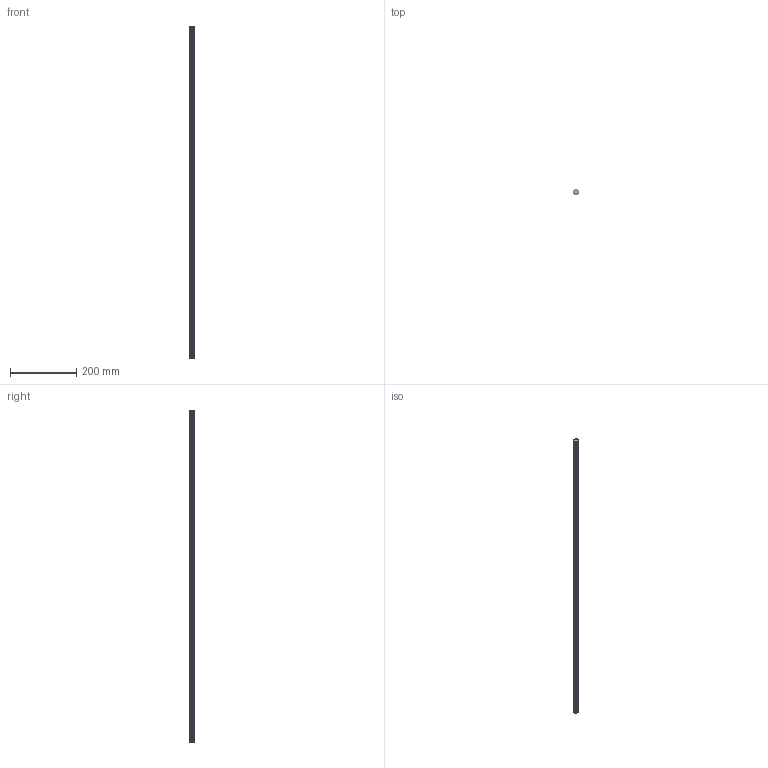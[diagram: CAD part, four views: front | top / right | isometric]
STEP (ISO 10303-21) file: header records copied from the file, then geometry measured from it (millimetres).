
FILE_DESCRIPTION(/* description */ ('','CAx-IF Rec.Pracs.---Representation and Presentation of Product Manufacturing Information (PMI)---4.0---2014-10-13'),/* implementation_level */ '2;1');
FILE_NAME(/* name */ 'RATH20041D.stp',/* time_stamp */ '2021-06-10T18:20:16+02:00',/* author */ ('giuse'),/* organization */ (''),/* preprocessor_version */ 'ST-DEVELOPER v18',/* originating_system */ 'Autodesk Inventor 2020',/* authorisation */ '');
FILE_SCHEMA (('AP242_MANAGED_MODEL_BASED_3D_ENGINEERING_MIM_LF { 1 0 10303 442 1 1 4 }'));
Products named in the file (1): RATH20041D
Bounding box: 18.01 x 18.02 x 1000 mm (x, y, z)
Volume: 203534.3 mm3; surface area: 89278.2 mm2
Topology: 1 solids, 1 shells, 507 faces, 1522 edges, 1023 vertices
Faces by surface type: cylinder 503, bspline 2, plane 2
Full cylindrical faces by diameter (mm): 14 x250, 18 x249
Entity records: 49425 total; most frequent: CARTESIAN_POINT 37632, ORIENTED_EDGE 3030, DIRECTION 1553, EDGE_CURVE 1515, VERTEX_POINT 1010, B_SPLINE_CURVE_WITH_KNOTS 1008, AXIS2_PLACEMENT_3D 526, FACE_OUTER_BOUND 507
